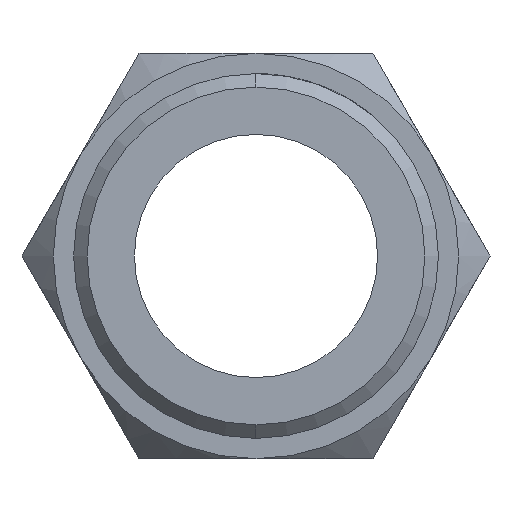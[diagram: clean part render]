
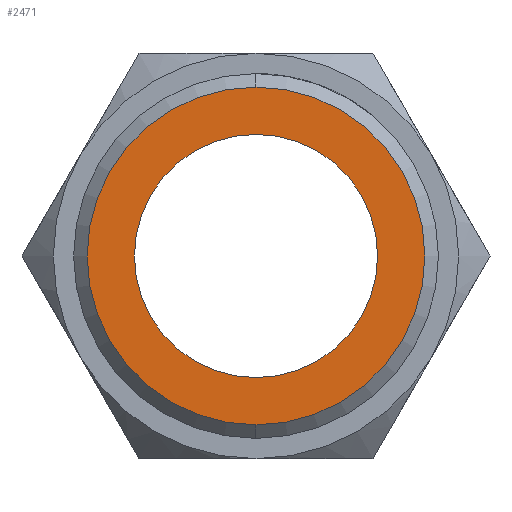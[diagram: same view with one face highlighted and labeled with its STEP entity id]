
A CAD part, left-side view. The second image highlights one B-rep face of the part: STEP entity #2471.
In plain terms, the highlighted planar face has unit normal (-1, 0, 0).
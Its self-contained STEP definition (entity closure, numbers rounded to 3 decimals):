
#224 = VERTEX_POINT ( 'NONE', #6248 ) ;
#238 = EDGE_CURVE ( 'NONE', #8077, #224, #8568, .T. ) ;
#334 = CARTESIAN_POINT ( 'NONE',  ( 0., 0., 0. ) ) ;
#339 = CARTESIAN_POINT ( 'NONE',  ( 0., 0., 0. ) ) ;
#1118 = FACE_BOUND ( 'NONE', #5120, .T. ) ;
#1544 = DIRECTION ( 'NONE',  ( 0., 0., -1. ) ) ;
#1905 = AXIS2_PLACEMENT_3D ( 'NONE', #5079, #6430, #7073 ) ;
#2016 = ORIENTED_EDGE ( 'NONE', *, *, #2190, .T. ) ;
#2024 = CIRCLE ( 'NONE', #2445, 4.5 ) ;
#2190 = EDGE_CURVE ( 'NONE', #3209, #3156, #5809, .T. ) ;
#2445 = AXIS2_PLACEMENT_3D ( 'NONE', #3918, #3222, #3384 ) ;
#2471 = ADVANCED_FACE ( 'NONE', ( #3022, #1118 ), #5112, .F. ) ;
#2535 = ORIENTED_EDGE ( 'NONE', *, *, #5815, .T. ) ;
#2879 = AXIS2_PLACEMENT_3D ( 'NONE', #339, #2901, #3021 ) ;
#2901 = DIRECTION ( 'NONE',  ( 1., 0., 0. ) ) ;
#3010 = AXIS2_PLACEMENT_3D ( 'NONE', #334, #5626, #1544 ) ;
#3021 = DIRECTION ( 'NONE',  ( 0., 0., -1. ) ) ;
#3022 = FACE_OUTER_BOUND ( 'NONE', #3697, .T. ) ;
#3156 = VERTEX_POINT ( 'NONE', #3285 ) ;
#3209 = VERTEX_POINT ( 'NONE', #3629 ) ;
#3222 = DIRECTION ( 'NONE',  ( 1., 0., 0. ) ) ;
#3285 = CARTESIAN_POINT ( 'NONE',  ( 0., 0., -6.25 ) ) ;
#3384 = DIRECTION ( 'NONE',  ( 0., 0., -1. ) ) ;
#3604 = ORIENTED_EDGE ( 'NONE', *, *, #5444, .T. ) ;
#3629 = CARTESIAN_POINT ( 'NONE',  ( 0., 0., 6.25 ) ) ;
#3697 = EDGE_LOOP ( 'NONE', ( #3604, #2016 ) ) ;
#3918 = CARTESIAN_POINT ( 'NONE',  ( 0., 0., 0. ) ) ;
#4043 = CARTESIAN_POINT ( 'NONE',  ( 0., 0., -4.5 ) ) ;
#4409 = CARTESIAN_POINT ( 'NONE',  ( 0., 0., 0. ) ) ;
#4571 = ORIENTED_EDGE ( 'NONE', *, *, #238, .T. ) ;
#4584 = DIRECTION ( 'NONE',  ( 0., 0., -1. ) ) ;
#5079 = CARTESIAN_POINT ( 'NONE',  ( 0., 0., 0. ) ) ;
#5112 = PLANE ( 'NONE',  #5115 ) ;
#5115 = AXIS2_PLACEMENT_3D ( 'NONE', #4409, #7845, #4584 ) ;
#5120 = EDGE_LOOP ( 'NONE', ( #2535, #4571 ) ) ;
#5444 = EDGE_CURVE ( 'NONE', #3156, #3209, #5657, .T. ) ;
#5626 = DIRECTION ( 'NONE',  ( -1., 0., 0. ) ) ;
#5657 = CIRCLE ( 'NONE', #3010, 6.25 ) ;
#5809 = CIRCLE ( 'NONE', #1905, 6.25 ) ;
#5815 = EDGE_CURVE ( 'NONE', #224, #8077, #2024, .T. ) ;
#6248 = CARTESIAN_POINT ( 'NONE',  ( 0., 0., 4.5 ) ) ;
#6430 = DIRECTION ( 'NONE',  ( -1., 0., 0. ) ) ;
#7073 = DIRECTION ( 'NONE',  ( 0., 0., -1. ) ) ;
#7845 = DIRECTION ( 'NONE',  ( 1., 0., 0. ) ) ;
#8077 = VERTEX_POINT ( 'NONE', #4043 ) ;
#8568 = CIRCLE ( 'NONE', #2879, 4.5 ) ;
